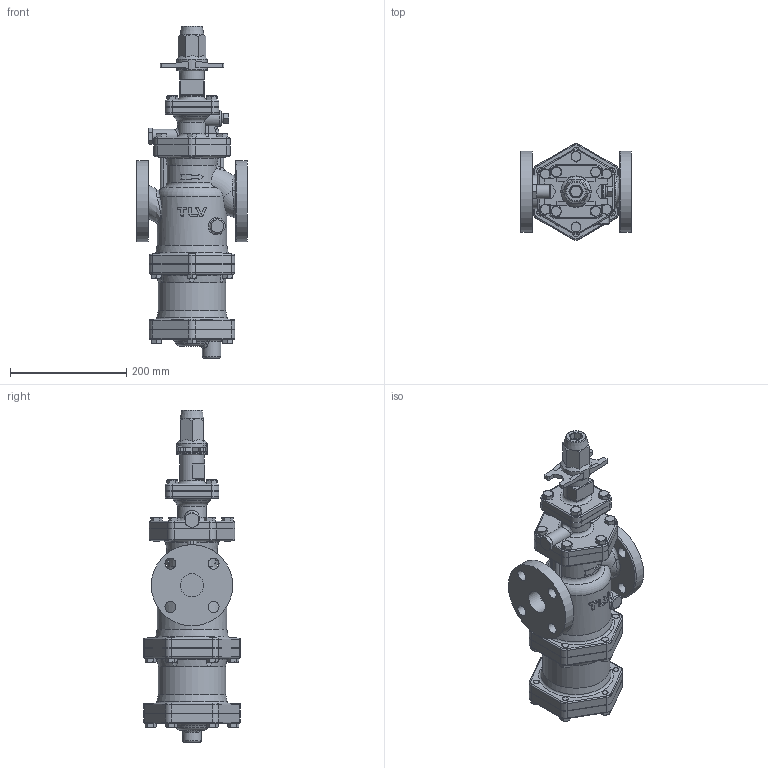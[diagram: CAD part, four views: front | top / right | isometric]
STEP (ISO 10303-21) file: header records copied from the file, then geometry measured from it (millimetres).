
FILE_DESCRIPTION((''),'2;1');
FILE_NAME('cos3x-040-jis10-00.stp','2013-08-05T11:03:49',('nakaot'),(''),'Autodesk Inventor 2012','Autodesk Inventor 2012','');
FILE_SCHEMA(('AUTOMOTIVE_DESIGN { 1 0 10303 214 1 1 1 1 }'));
Length unit declared in the file: millimetre
Products named in the file (1): cos3x-040-jis10-00
Bounding box: 190 x 166.02 x 572 mm (x, y, z)
Volume: 5516110.7 mm3; surface area: 416664 mm2
Topology: 1 solids, 1 shells, 832 faces, 2035 edges, 1290 vertices
Faces by surface type: plane 372, cylinder 243, torus 86, bspline 64, cone 55, sphere 12
Full cylindrical faces by diameter (mm): 10 x32, 12 x28, 17.475 x1, 19 x8, 24 x1, 28 x1, 32 x1, 40 x2, 42 x1, 52 x1, 80 x1, 100 x1, 116 x1, 120 x3, 140 x2
Entity records: 34954 total; most frequent: CARTESIAN_POINT 16693, ORIENTED_EDGE 3724, DIRECTION 3644, EDGE_CURVE 1862, AXIS2_PLACEMENT_3D 1433, VERTEX_POINT 1241, EDGE_LOOP 1101, FACE_OUTER_BOUND 832
